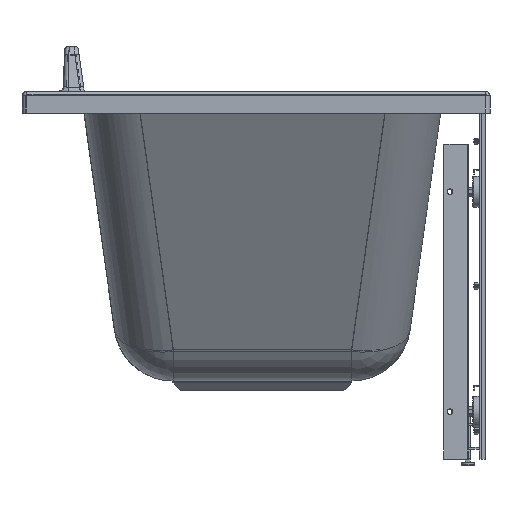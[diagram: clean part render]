
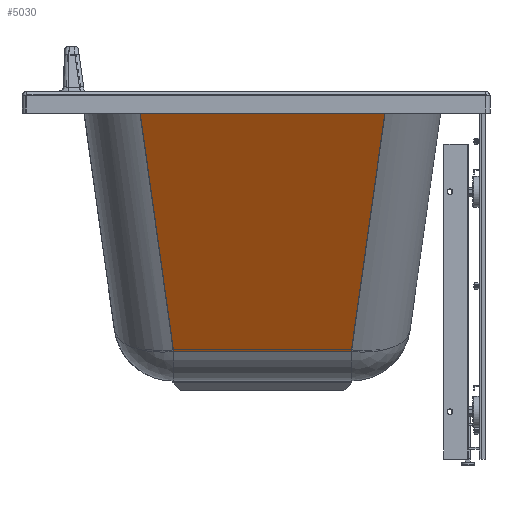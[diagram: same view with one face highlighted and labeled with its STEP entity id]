
A CAD part, front view. The second image highlights one B-rep face of the part: STEP entity #5030.
In plain terms, the highlighted face is planar.
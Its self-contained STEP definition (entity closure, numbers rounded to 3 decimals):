
#1202=CARTESIAN_POINT('',(774.309,210.698,474.));
#1203=VERTEX_POINT('',#1202);
#1466=CARTESIAN_POINT('',(536.73,152.865,62.5));
#1467=VERTEX_POINT('',#1466);
#1532=CARTESIAN_POINT('',(774.309,-190.698,474.));
#1533=VERTEX_POINT('',#1532);
#1534=CARTESIAN_POINT('',(774.309,210.698,474.));
#1535=DIRECTION('',(0.0,-1.0,0.0));
#1536=VECTOR('',#1535,401.396);
#1537=LINE('',#1534,#1536);
#1538=EDGE_CURVE('',#1203,#1533,#1537,.T.);
#1930=CARTESIAN_POINT('',(536.73,-132.865,62.5));
#1931=VERTEX_POINT('',#1930);
#1932=CARTESIAN_POINT('',(536.73,-132.865,62.5));
#1933=DIRECTION('',(0.0,1.0,0.0));
#1934=VECTOR('',#1933,285.731);
#1935=LINE('',#1932,#1934);
#1936=EDGE_CURVE('',#1931,#1467,#1935,.T.);
#2166=CARTESIAN_POINT('',(536.73,-132.865,62.5));
#2167=DIRECTION('',(0.496,-0.121,0.86));
#2168=VECTOR('',#2167,478.666);
#2169=LINE('',#2166,#2168);
#2170=EDGE_CURVE('',#1931,#1533,#2169,.T.);
#5014=CARTESIAN_POINT('',(776.33,0.0,477.5));
#5015=DIRECTION('',(-0.866,0.0,0.5));
#5016=DIRECTION('',(0.5,0.0,0.866));
#5017=AXIS2_PLACEMENT_3D('',#5014,#5015,#5016);
#5018=PLANE('',#5017);
#5019=ORIENTED_EDGE('',*,*,#2170,.F.);
#5020=ORIENTED_EDGE('',*,*,#1936,.T.);
#5021=CARTESIAN_POINT('',(536.73,152.865,62.5));
#5022=DIRECTION('',(0.496,0.121,0.86));
#5023=VECTOR('',#5022,478.666);
#5024=LINE('',#5021,#5023);
#5025=EDGE_CURVE('',#1467,#1203,#5024,.T.);
#5026=ORIENTED_EDGE('',*,*,#5025,.T.);
#5027=ORIENTED_EDGE('',*,*,#1538,.T.);
#5028=EDGE_LOOP('',(#5019,#5020,#5026,#5027));
#5029=FACE_OUTER_BOUND('',#5028,.T.);
#5030=ADVANCED_FACE('',(#5029),#5018,.F.);
